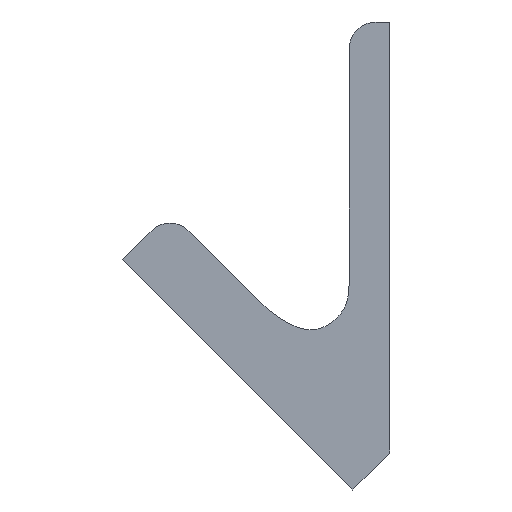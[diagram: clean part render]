
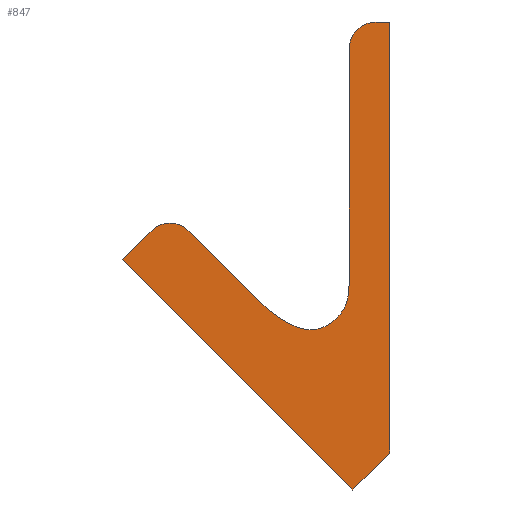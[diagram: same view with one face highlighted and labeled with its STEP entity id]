
A CAD part, left-side view. The second image highlights one B-rep face of the part: STEP entity #847.
In plain terms, the highlighted planar face has unit normal (-1, 0, 0).
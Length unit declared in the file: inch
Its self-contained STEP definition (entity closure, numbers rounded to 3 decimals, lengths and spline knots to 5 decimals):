
#33=(
BOUNDED_CURVE()
B_SPLINE_CURVE(5,(#1416,#1417,#1418,#1419,#1420,#1421,#1422,#1423,#1424,
#1425,#1426,#1427,#1428,#1429,#1430),.UNSPECIFIED.,.F.,.F.)
B_SPLINE_CURVE_WITH_KNOTS((6,1,1,1,1,1,1,1,1,1,6),(0.,0.1,0.2,0.3,0.4,0.5,
0.6,0.7,0.8,0.9,1.),.UNSPECIFIED.)
CURVE()
GEOMETRIC_REPRESENTATION_ITEM()
RATIONAL_B_SPLINE_CURVE((1.,1.,1.,1.,1.,1.,1.,1.,1.,1.,1.,1.,1.,1.,1.))
REPRESENTATION_ITEM('')
);
#49=PLANE('',#932);
#107=FACE_OUTER_BOUND('',#159,.T.);
#159=EDGE_LOOP('',(#725,#726,#727,#728,#729,#730,#731,#732,#733,#734,#735,
#736,#737,#738));
#233=LINE('',#1413,#321);
#234=LINE('',#1432,#322);
#235=LINE('',#1436,#323);
#236=LINE('',#1438,#324);
#237=LINE('',#1440,#325);
#238=LINE('',#1442,#326);
#239=LINE('',#1444,#327);
#240=LINE('',#1446,#328);
#241=LINE('',#1448,#329);
#242=LINE('',#1450,#330);
#243=LINE('',#1451,#331);
#321=VECTOR('',#1118,0.3937);
#322=VECTOR('',#1121,0.3937);
#323=VECTOR('',#1124,0.3937);
#324=VECTOR('',#1125,0.3937);
#325=VECTOR('',#1126,0.3937);
#326=VECTOR('',#1127,0.3937);
#327=VECTOR('',#1128,0.3937);
#328=VECTOR('',#1129,0.3937);
#329=VECTOR('',#1130,0.3937);
#330=VECTOR('',#1131,0.3937);
#331=VECTOR('',#1132,0.3937);
#374=CIRCLE('',#930,0.5);
#375=CIRCLE('',#933,0.5);
#431=VERTEX_POINT('',#1403);
#432=VERTEX_POINT('',#1405);
#434=VERTEX_POINT('',#1411);
#435=VERTEX_POINT('',#1415);
#436=VERTEX_POINT('',#1431);
#437=VERTEX_POINT('',#1433);
#438=VERTEX_POINT('',#1435);
#439=VERTEX_POINT('',#1437);
#440=VERTEX_POINT('',#1439);
#441=VERTEX_POINT('',#1441);
#442=VERTEX_POINT('',#1443);
#443=VERTEX_POINT('',#1445);
#444=VERTEX_POINT('',#1447);
#445=VERTEX_POINT('',#1449);
#533=EDGE_CURVE('',#432,#431,#374,.T.);
#537=EDGE_CURVE('',#431,#434,#233,.T.);
#538=EDGE_CURVE('',#434,#435,#33,.T.);
#539=EDGE_CURVE('',#436,#435,#234,.T.);
#540=EDGE_CURVE('',#436,#437,#375,.T.);
#541=EDGE_CURVE('',#438,#437,#235,.T.);
#542=EDGE_CURVE('',#439,#438,#236,.T.);
#543=EDGE_CURVE('',#440,#439,#237,.T.);
#544=EDGE_CURVE('',#440,#441,#238,.T.);
#545=EDGE_CURVE('',#441,#442,#239,.T.);
#546=EDGE_CURVE('',#442,#443,#240,.T.);
#547=EDGE_CURVE('',#443,#444,#241,.T.);
#548=EDGE_CURVE('',#444,#445,#242,.T.);
#549=EDGE_CURVE('',#445,#432,#243,.T.);
#725=ORIENTED_EDGE('',*,*,#533,.T.);
#726=ORIENTED_EDGE('',*,*,#537,.T.);
#727=ORIENTED_EDGE('',*,*,#538,.T.);
#728=ORIENTED_EDGE('',*,*,#539,.F.);
#729=ORIENTED_EDGE('',*,*,#540,.T.);
#730=ORIENTED_EDGE('',*,*,#541,.F.);
#731=ORIENTED_EDGE('',*,*,#542,.F.);
#732=ORIENTED_EDGE('',*,*,#543,.F.);
#733=ORIENTED_EDGE('',*,*,#544,.T.);
#734=ORIENTED_EDGE('',*,*,#545,.T.);
#735=ORIENTED_EDGE('',*,*,#546,.T.);
#736=ORIENTED_EDGE('',*,*,#547,.T.);
#737=ORIENTED_EDGE('',*,*,#548,.T.);
#738=ORIENTED_EDGE('',*,*,#549,.T.);
#847=ADVANCED_FACE('',(#107),#49,.F.);
#930=AXIS2_PLACEMENT_3D('',#1406,#1111,#1112);
#932=AXIS2_PLACEMENT_3D('',#1414,#1119,#1120);
#933=AXIS2_PLACEMENT_3D('',#1434,#1122,#1123);
#1111=DIRECTION('center_axis',(-1.,0.,0.));
#1112=DIRECTION('ref_axis',(0.,0.707,0.707));
#1118=DIRECTION('',(0.,0.,-1.));
#1119=DIRECTION('center_axis',(1.,0.,0.));
#1120=DIRECTION('ref_axis',(0.,1.,0.));
#1121=DIRECTION('',(0.,-0.707,-0.707));
#1122=DIRECTION('center_axis',(-1.,0.,0.));
#1123=DIRECTION('ref_axis',(0.,0.,1.));
#1124=DIRECTION('',(0.,-0.707,0.707));
#1125=DIRECTION('',(0.,0.707,0.707));
#1126=DIRECTION('',(0.,0.707,-0.707));
#1127=DIRECTION('',(0.,0.,1.));
#1128=DIRECTION('',(0.,1.,0.));
#1129=DIRECTION('',(0.,0.,1.));
#1130=DIRECTION('',(0.,-1.,0.));
#1131=DIRECTION('',(0.,0.,1.));
#1132=DIRECTION('',(0.,1.,0.));
#1403=CARTESIAN_POINT('',(-4.12835,1.64901,5.63448));
#1405=CARTESIAN_POINT('',(-4.12835,1.14901,6.13448));
#1406=CARTESIAN_POINT('Origin',(-4.12835,1.14901,5.63448));
#1411=CARTESIAN_POINT('',(-4.12835,1.64901,1.27372));
#1413=CARTESIAN_POINT('',(-4.12835,1.64901,6.13448));
#1414=CARTESIAN_POINT('Origin',(-4.12835,3.37696,1.79356));
#1415=CARTESIAN_POINT('',(-4.12835,3.32572,0.96413));
#1416=CARTESIAN_POINT('Ctrl Pts',(-4.12835,1.64901,1.27372));
#1417=CARTESIAN_POINT('Ctrl Pts',(-4.12835,1.64945,1.20376));
#1418=CARTESIAN_POINT('Ctrl Pts',(-4.12835,1.65728,1.07393));
#1419=CARTESIAN_POINT('Ctrl Pts',(-4.12835,1.68986,0.90945));
#1420=CARTESIAN_POINT('Ctrl Pts',(-4.12835,1.76964,0.74529));
#1421=CARTESIAN_POINT('Ctrl Pts',(-4.12835,1.90329,0.60548));
#1422=CARTESIAN_POINT('Ctrl Pts',(-4.12835,2.0475,0.5066));
#1423=CARTESIAN_POINT('Ctrl Pts',(-4.12835,2.1899,0.43443));
#1424=CARTESIAN_POINT('Ctrl Pts',(-4.12835,2.35747,0.40829));
#1425=CARTESIAN_POINT('Ctrl Pts',(-4.12835,2.56009,0.44092));
#1426=CARTESIAN_POINT('Ctrl Pts',(-4.12835,2.79447,0.53893));
#1427=CARTESIAN_POINT('Ctrl Pts',(-4.12835,3.00052,0.67298));
#1428=CARTESIAN_POINT('Ctrl Pts',(-4.12835,3.16126,0.80586));
#1429=CARTESIAN_POINT('Ctrl Pts',(-4.12835,3.27055,0.90895));
#1430=CARTESIAN_POINT('Ctrl Pts',(-4.12835,3.32572,0.96413));
#1431=CARTESIAN_POINT('',(-4.12835,4.61747,2.25587));
#1432=CARTESIAN_POINT('',(-4.12835,4.97102,2.60943));
#1433=CARTESIAN_POINT('',(-4.12835,5.32458,2.25587));
#1434=CARTESIAN_POINT('Origin',(-4.12835,4.97102,1.90232));
#1435=CARTESIAN_POINT('',(-4.12835,5.85491,1.72554));
#1436=CARTESIAN_POINT('',(-4.12835,5.85491,1.72554));
#1437=CARTESIAN_POINT('',(-4.12835,1.58201,-2.54736));
#1438=CARTESIAN_POINT('',(-4.12835,1.58201,-2.54736));
#1439=CARTESIAN_POINT('',(-4.12835,0.89901,-1.86437));
#1440=CARTESIAN_POINT('',(-4.12835,0.89901,-1.86437));
#1441=CARTESIAN_POINT('',(-4.12835,0.89901,-1.72524));
#1442=CARTESIAN_POINT('',(-4.12835,0.89901,-1.86437));
#1443=CARTESIAN_POINT('',(-4.12835,0.9,-1.72524));
#1444=CARTESIAN_POINT('',(-4.12835,0.43,-1.72524));
#1445=CARTESIAN_POINT('',(-4.12835,0.9,5.99476));
#1446=CARTESIAN_POINT('',(-4.12835,0.9,-1.72524));
#1447=CARTESIAN_POINT('',(-4.12835,0.89901,5.99476));
#1448=CARTESIAN_POINT('',(-4.12835,0.9,5.99476));
#1449=CARTESIAN_POINT('',(-4.12835,0.89901,6.13448));
#1450=CARTESIAN_POINT('',(-4.12835,0.89901,-1.86437));
#1451=CARTESIAN_POINT('',(-4.12835,0.89901,6.13448));
